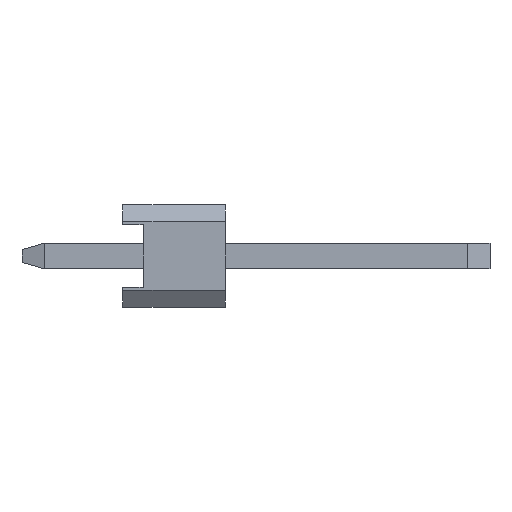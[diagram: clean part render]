
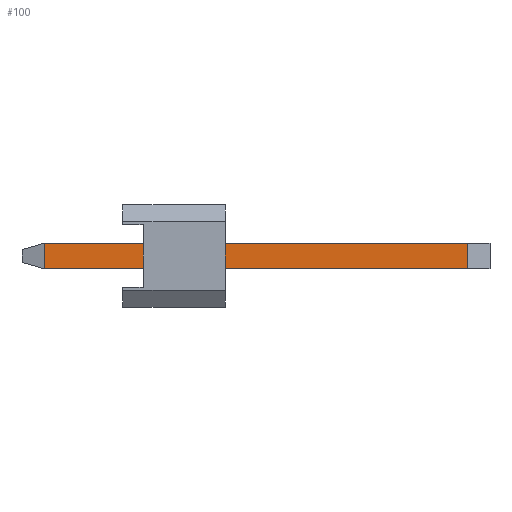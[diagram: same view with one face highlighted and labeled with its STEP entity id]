
A CAD part, left-side view. The second image highlights one B-rep face of the part: STEP entity #100.
In plain terms, the highlighted face is planar.
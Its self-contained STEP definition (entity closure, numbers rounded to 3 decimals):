
#6 = CARTESIAN_POINT ( 'NONE',  ( -0.32, -0.32, 5.25 ) ) ;
#73 = FACE_OUTER_BOUND ( 'NONE', #751, .T. ) ;
#85 = CARTESIAN_POINT ( 'NONE',  ( -0.32, -0.32, 5.25 ) ) ;
#88 = DIRECTION ( 'NONE',  ( 0., 0., -1. ) ) ;
#89 = LINE ( 'NONE', #859, #241 ) ;
#100 = ADVANCED_FACE ( 'NONE', ( #73 ), #298, .T. ) ;
#174 = CARTESIAN_POINT ( 'NONE',  ( 0.32, -0.32, 5.25 ) ) ;
#179 = AXIS2_PLACEMENT_3D ( 'NONE', #85, #382, #88 ) ;
#238 = ORIENTED_EDGE ( 'NONE', *, *, #918, .T. ) ;
#241 = VECTOR ( 'NONE', #633, 1000. ) ;
#276 = CARTESIAN_POINT ( 'NONE',  ( -0.32, -0.32, -5.25 ) ) ;
#298 = PLANE ( 'NONE',  #179 ) ;
#314 = DIRECTION ( 'NONE',  ( 1., 0., 0. ) ) ;
#362 = EDGE_CURVE ( 'NONE', #571, #517, #649, .T. ) ;
#368 = VECTOR ( 'NONE', #314, 1000. ) ;
#382 = DIRECTION ( 'NONE',  ( 0., -1., 0. ) ) ;
#397 = ORIENTED_EDGE ( 'NONE', *, *, #731, .F. ) ;
#405 = CARTESIAN_POINT ( 'NONE',  ( 0.32, -0.32, 5.25 ) ) ;
#441 = VERTEX_POINT ( 'NONE', #501 ) ;
#500 = EDGE_CURVE ( 'NONE', #694, #441, #572, .T. ) ;
#501 = CARTESIAN_POINT ( 'NONE',  ( 0.32, -0.32, -5.25 ) ) ;
#517 = VERTEX_POINT ( 'NONE', #174 ) ;
#571 = VERTEX_POINT ( 'NONE', #6 ) ;
#572 = LINE ( 'NONE', #597, #368 ) ;
#591 = VECTOR ( 'NONE', #815, 1000. ) ;
#597 = CARTESIAN_POINT ( 'NONE',  ( -0.32, -0.32, -5.25 ) ) ;
#610 = ORIENTED_EDGE ( 'NONE', *, *, #362, .F. ) ;
#633 = DIRECTION ( 'NONE',  ( 0., 0., -1. ) ) ;
#649 = LINE ( 'NONE', #710, #591 ) ;
#694 = VERTEX_POINT ( 'NONE', #276 ) ;
#710 = CARTESIAN_POINT ( 'NONE',  ( -0.32, -0.32, 5.25 ) ) ;
#731 = EDGE_CURVE ( 'NONE', #517, #441, #917, .T. ) ;
#751 = EDGE_LOOP ( 'NONE', ( #757, #397, #610, #238 ) ) ;
#757 = ORIENTED_EDGE ( 'NONE', *, *, #500, .T. ) ;
#795 = VECTOR ( 'NONE', #915, 1000. ) ;
#815 = DIRECTION ( 'NONE',  ( 1., 0., 0. ) ) ;
#859 = CARTESIAN_POINT ( 'NONE',  ( -0.32, -0.32, 5.25 ) ) ;
#915 = DIRECTION ( 'NONE',  ( 0., 0., -1. ) ) ;
#917 = LINE ( 'NONE', #405, #795 ) ;
#918 = EDGE_CURVE ( 'NONE', #571, #694, #89, .T. ) ;
